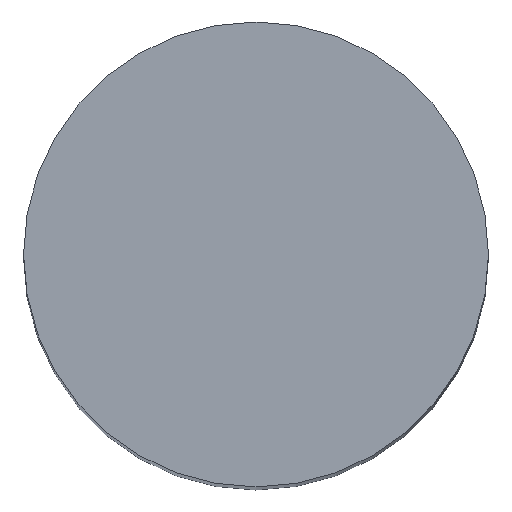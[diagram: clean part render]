
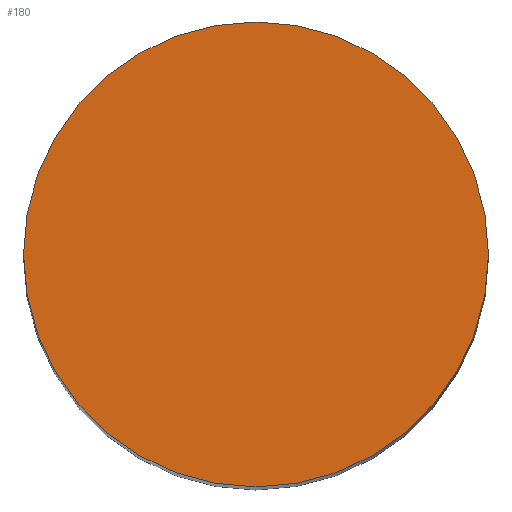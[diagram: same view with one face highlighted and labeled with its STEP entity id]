
A CAD part, top view. The second image highlights one B-rep face of the part: STEP entity #180.
In plain terms, the highlighted planar face has unit normal (0, 0, 1).
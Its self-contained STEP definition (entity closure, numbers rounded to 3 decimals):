
#180=ADVANCED_FACE('240[2]',(#362),#363,.T.);
#182=EDGE_CURVE('240[2]',#365,#365,#366,.T.);
#362=FACE_OUTER_BOUND('',#610,.T.);
#363=PLANE('',#611);
#365=VERTEX_POINT('',#614);
#366=CIRCLE('',#615,23.5);
#610=EDGE_LOOP('',(#793));
#611=AXIS2_PLACEMENT_3D('',#794,#795,#796);
#614=CARTESIAN_POINT('',(23.5,0.,0.0));
#615=AXIS2_PLACEMENT_3D('',#797,#798,#799);
#793=ORIENTED_EDGE('',*,*,#182,.F.);
#794=CARTESIAN_POINT('',(4.163,23.128,0.0));
#795=DIRECTION('',(0.0,0.0,1.0));
#796=DIRECTION('',(-1.0,0.0,0.0));
#797=CARTESIAN_POINT('',(0.,0.,0.0));
#798=DIRECTION('',(0.0,0.0,-1.0));
#799=DIRECTION('',(0.0,1.0,0.0));
